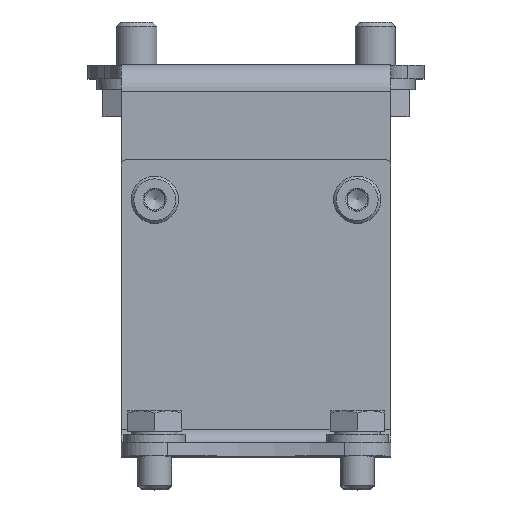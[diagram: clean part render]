
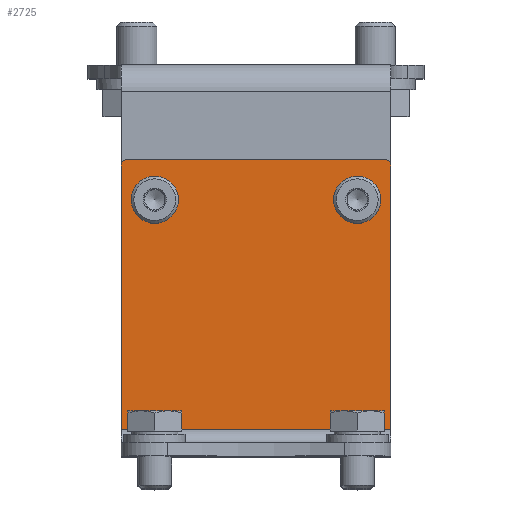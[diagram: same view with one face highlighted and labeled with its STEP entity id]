
A CAD part, top view. The second image highlights one B-rep face of the part: STEP entity #2725.
In plain terms, the highlighted face is planar.
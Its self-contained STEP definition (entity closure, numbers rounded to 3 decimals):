
#341=LINE('',#4486,#535);
#348=LINE('',#4506,#542);
#355=LINE('',#4537,#549);
#356=LINE('',#4540,#550);
#535=VECTOR('',#3666,1000.);
#542=VECTOR('',#3679,1000.);
#549=VECTOR('',#3708,1000.);
#550=VECTOR('',#3711,1000.);
#1021=ORIENTED_EDGE('',*,*,#1544,.F.);
#1022=ORIENTED_EDGE('',*,*,#1545,.F.);
#1023=ORIENTED_EDGE('',*,*,#1531,.T.);
#1024=ORIENTED_EDGE('',*,*,#1546,.F.);
#1025=ORIENTED_EDGE('',*,*,#1547,.F.);
#1026=ORIENTED_EDGE('',*,*,#1548,.F.);
#1027=ORIENTED_EDGE('',*,*,#1522,.F.);
#1028=ORIENTED_EDGE('',*,*,#1549,.T.);
#1522=EDGE_CURVE('',#1829,#1830,#341,.T.);
#1531=EDGE_CURVE('',#1839,#1838,#348,.T.);
#1544=EDGE_CURVE('',#1849,#1849,#2027,.T.);
#1545=EDGE_CURVE('',#1850,#1850,#2028,.T.);
#1546=EDGE_CURVE('',#1851,#1838,#2029,.T.);
#1547=EDGE_CURVE('',#1852,#1851,#355,.T.);
#1548=EDGE_CURVE('',#1830,#1852,#2030,.T.);
#1549=EDGE_CURVE('',#1829,#1839,#356,.T.);
#1829=VERTEX_POINT('',#4487);
#1830=VERTEX_POINT('',#4488);
#1838=VERTEX_POINT('',#4505);
#1839=VERTEX_POINT('',#4507);
#1849=VERTEX_POINT('',#4532);
#1850=VERTEX_POINT('',#4534);
#1851=VERTEX_POINT('',#4536);
#1852=VERTEX_POINT('',#4538);
#2027=CIRCLE('',#3064,2.5);
#2028=CIRCLE('',#3065,2.5);
#2029=CIRCLE('',#3066,1.);
#2030=CIRCLE('',#3067,1.);
#2222=EDGE_LOOP('',(#1021));
#2223=EDGE_LOOP('',(#1022));
#2224=EDGE_LOOP('',(#1023,#1024,#1025,#1026,#1027,#1028));
#2460=FACE_BOUND('',#2222,.T.);
#2461=FACE_BOUND('',#2223,.T.);
#2462=FACE_BOUND('',#2224,.T.);
#2602=PLANE('',#3063);
#2725=ADVANCED_FACE('',(#2460,#2461,#2462),#2602,.F.);
#3063=AXIS2_PLACEMENT_3D('',#4530,#3700,#3701);
#3064=AXIS2_PLACEMENT_3D('',#4531,#3702,#3703);
#3065=AXIS2_PLACEMENT_3D('',#4533,#3704,#3705);
#3066=AXIS2_PLACEMENT_3D('',#4535,#3706,#3707);
#3067=AXIS2_PLACEMENT_3D('',#4539,#3709,#3710);
#3666=DIRECTION('',(0.,1.,0.));
#3679=DIRECTION('',(0.,1.,0.));
#3700=DIRECTION('',(0.,0.,1.));
#3701=DIRECTION('',(1.,0.,0.));
#3702=DIRECTION('',(0.,0.,-1.));
#3703=DIRECTION('',(-1.,0.,0.));
#3704=DIRECTION('',(0.,0.,-1.));
#3705=DIRECTION('',(-1.,0.,0.));
#3706=DIRECTION('',(0.,0.,1.));
#3707=DIRECTION('',(1.,0.,0.));
#3708=DIRECTION('',(-1.,0.,0.));
#3709=DIRECTION('',(0.,0.,1.));
#3710=DIRECTION('',(1.,0.,0.));
#3711=DIRECTION('',(-1.,0.,0.));
#4486=CARTESIAN_POINT('',(20.,4.,0.));
#4487=CARTESIAN_POINT('',(20.,4.,0.));
#4488=CARTESIAN_POINT('',(20.,43.,0.));
#4505=CARTESIAN_POINT('',(-20.,43.,0.));
#4506=CARTESIAN_POINT('',(-20.,4.,0.));
#4507=CARTESIAN_POINT('',(-20.,4.,0.));
#4530=CARTESIAN_POINT('',(20.,4.,0.));
#4531=CARTESIAN_POINT('',(-15.,38.,0.));
#4532=CARTESIAN_POINT('',(-17.5,38.,0.));
#4533=CARTESIAN_POINT('',(15.,38.,0.));
#4534=CARTESIAN_POINT('',(12.5,38.,0.));
#4535=CARTESIAN_POINT('',(-19.,43.,0.));
#4536=CARTESIAN_POINT('',(-19.,44.,0.));
#4537=CARTESIAN_POINT('',(20.,44.,0.));
#4538=CARTESIAN_POINT('',(19.,44.,0.));
#4539=CARTESIAN_POINT('',(19.,43.,0.));
#4540=CARTESIAN_POINT('',(20.,4.,0.));
